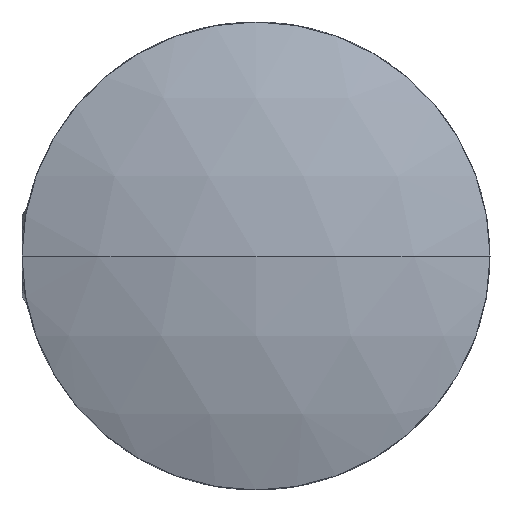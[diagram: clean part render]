
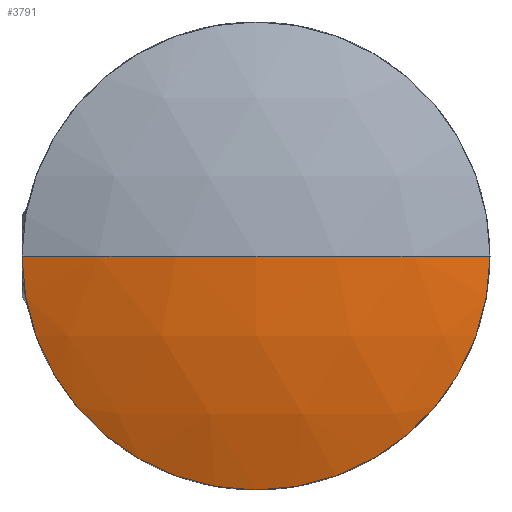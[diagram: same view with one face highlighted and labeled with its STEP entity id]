
A CAD part, left-side view. The second image highlights one B-rep face of the part: STEP entity #3791.
In plain terms, the highlighted spherical face has radius 30 mm.
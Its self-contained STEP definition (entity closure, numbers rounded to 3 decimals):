
#35 = EDGE_LOOP ( 'NONE', ( #4085, #3353, #4355, #3352 ) ) ;
#107 = SPHERICAL_SURFACE ( 'NONE', #3175, 30. ) ;
#221 = DIRECTION ( 'NONE',  ( 0., 1., 0. ) ) ;
#263 = CARTESIAN_POINT ( 'NONE',  ( -26., 0., 0. ) ) ;
#371 = DIRECTION ( 'NONE',  ( -1., 0., 0. ) ) ;
#415 = VERTEX_POINT ( 'NONE', #2038 ) ;
#565 = DIRECTION ( 'NONE',  ( 0., 0., 1. ) ) ;
#598 = FACE_OUTER_BOUND ( 'NONE', #35, .T. ) ;
#953 = VERTEX_POINT ( 'NONE', #2773 ) ;
#1026 = DIRECTION ( 'NONE',  ( -1., 0., 0. ) ) ;
#1251 = VERTEX_POINT ( 'NONE', #263 ) ;
#1428 = AXIS2_PLACEMENT_3D ( 'NONE', #1842, #1026, #565 ) ;
#1842 = CARTESIAN_POINT ( 'NONE',  ( -23.911, 0., 0. ) ) ;
#1970 = CARTESIAN_POINT ( 'NONE',  ( 4., 0., 0. ) ) ;
#2038 = CARTESIAN_POINT ( 'NONE',  ( -23.911, 11., 0. ) ) ;
#2053 = AXIS2_PLACEMENT_3D ( 'NONE', #2431, #371, #3333 ) ;
#2183 = DIRECTION ( 'NONE',  ( 0., 0., 1. ) ) ;
#2324 = CIRCLE ( 'NONE', #3012, 30. ) ;
#2431 = CARTESIAN_POINT ( 'NONE',  ( -23.911, 0., 0. ) ) ;
#2467 = EDGE_CURVE ( 'NONE', #953, #4515, #2678, .T. ) ;
#2678 = CIRCLE ( 'NONE', #2053, 11. ) ;
#2773 = CARTESIAN_POINT ( 'NONE',  ( -23.911, 0., -11. ) ) ;
#3012 = AXIS2_PLACEMENT_3D ( 'NONE', #4715, #2183, #3848 ) ;
#3057 = EDGE_CURVE ( 'NONE', #415, #1251, #2324, .T. ) ;
#3175 = AXIS2_PLACEMENT_3D ( 'NONE', #4227, #3537, #221 ) ;
#3333 = DIRECTION ( 'NONE',  ( 0., 0., 1. ) ) ;
#3338 = AXIS2_PLACEMENT_3D ( 'NONE', #1970, #5185, #3637 ) ;
#3352 = ORIENTED_EDGE ( 'NONE', *, *, #4743, .T. ) ;
#3353 = ORIENTED_EDGE ( 'NONE', *, *, #4904, .T. ) ;
#3523 = CIRCLE ( 'NONE', #1428, 11. ) ;
#3537 = DIRECTION ( 'NONE',  ( 0., 0., -1. ) ) ;
#3637 = DIRECTION ( 'NONE',  ( 0., 1., 0. ) ) ;
#3791 = ADVANCED_FACE ( 'NONE', ( #598 ), #107, .T. ) ;
#3795 = CARTESIAN_POINT ( 'NONE',  ( -23.911, -11., 0. ) ) ;
#3848 = DIRECTION ( 'NONE',  ( 1., 0., 0. ) ) ;
#4085 = ORIENTED_EDGE ( 'NONE', *, *, #2467, .T. ) ;
#4227 = CARTESIAN_POINT ( 'NONE',  ( 4., 0., 0. ) ) ;
#4288 = CIRCLE ( 'NONE', #3338, 30. ) ;
#4355 = ORIENTED_EDGE ( 'NONE', *, *, #3057, .F. ) ;
#4515 = VERTEX_POINT ( 'NONE', #3795 ) ;
#4715 = CARTESIAN_POINT ( 'NONE',  ( 4., 0., 0. ) ) ;
#4743 = EDGE_CURVE ( 'NONE', #415, #953, #3523, .T. ) ;
#4904 = EDGE_CURVE ( 'NONE', #4515, #1251, #4288, .T. ) ;
#5185 = DIRECTION ( 'NONE',  ( 0., 0., -1. ) ) ;
